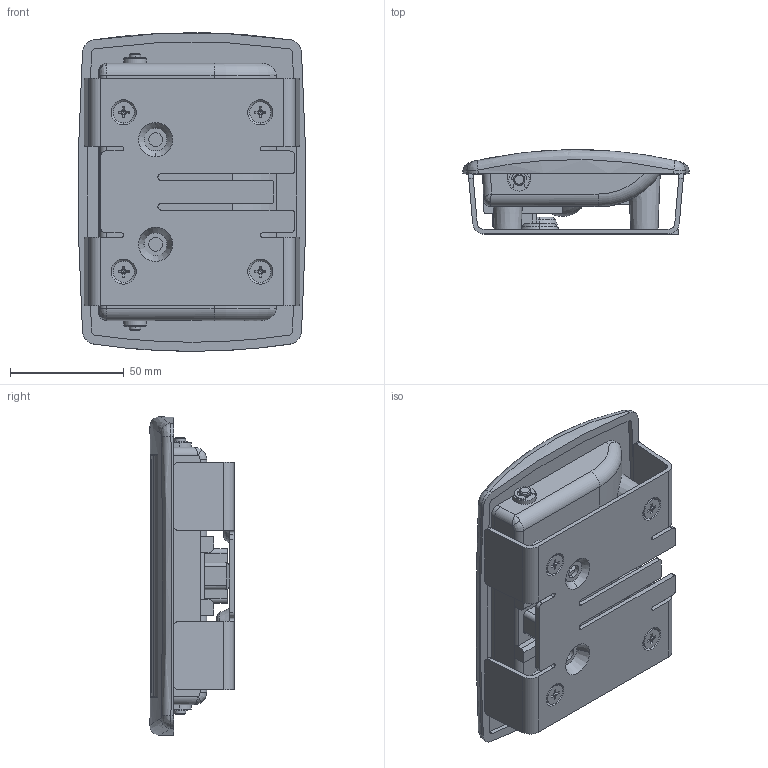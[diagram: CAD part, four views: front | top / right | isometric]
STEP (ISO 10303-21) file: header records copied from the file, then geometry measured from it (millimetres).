
FILE_DESCRIPTION (( 'STEP AP203' ), '1' );
FILE_NAME ('A-651-K.STEP', '2019-06-06T02:00:58', ( '' ), ( '' ), 'SwSTEP 2.0', 'SolidWorks 2014', '' );
FILE_SCHEMA (( 'CONFIG_CONTROL_DESIGN' ));
Length unit declared in the file: millimetre
Products named in the file (9): A-651-K_十字穴付皿ねじM5__M5×8; A-651-K_本体_; A-651-K_固定用ブロック_; A-651-K_ハンドルピン_; A-651-K_兂4梡E宍巭傔椫_; A-651-K; A-651-K_ハンドル固定金具_; A-651-K_銘板B_; A-651-K_ハンドル_
Assembly tree (12 placements, depth 2):
  A-651-K
    A-651-K_本体_
    A-651-K_ハンドル_
    A-651-K_ハンドルピン_
    A-651-K_ハンドル固定金具_
    A-651-K_十字穴付皿ねじM5__M5×8  x4
    A-651-K_兂4梡E宍巭傔椫_  x2
    A-651-K_銘板B_
    A-651-K_固定用ブロック_
Bounding box: 99.58 x 36.96 x 139.97 mm (x, y, z)
Volume: 133431 mm3; surface area: 92579.6 mm2
Topology: 13 solids, 13 shells, 567 faces, 1446 edges, 910 vertices
Faces by surface type: plane 250, cylinder 196, cone 78, bspline 20, torus 17, sphere 6
Entity records: 16066 total; most frequent: CARTESIAN_POINT 3977, DIRECTION 2337, ORIENTED_EDGE 2306, EDGE_CURVE 1153, AXIS2_PLACEMENT_3D 853, VERTEX_POINT 739, LINE 631, VECTOR 631
